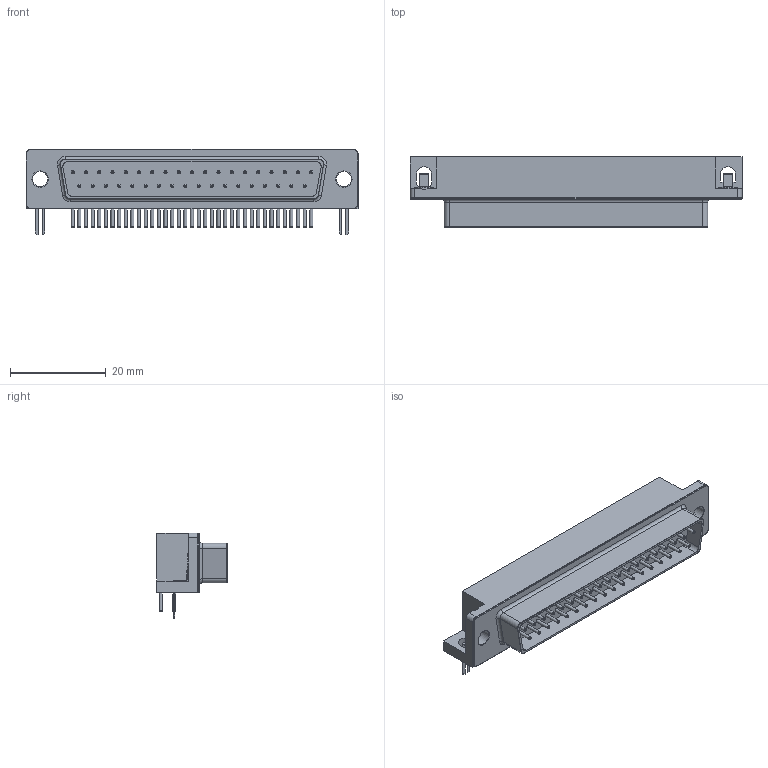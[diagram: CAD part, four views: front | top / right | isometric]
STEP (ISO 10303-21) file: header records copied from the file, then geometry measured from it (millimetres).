
FILE_DESCRIPTION(/* description */ ('model of DSUB-37_Male_Horizontal_P2.77x2.84mm_EdgePinOffset4.94mm_Housed_MountingHolesOffset4.94mm'),/* implementation_level */ '2;1');
FILE_NAME(/* name */ 'DSUB-37_Male_Horizontal_P2.77x2.84mm_EdgePinOffset4.94mm_Housed_MountingHolesOffset4.94mm.step',/* time_stamp */ '2024-11-10T12:15:23',/* author */ ('KiCAD','kicad'),/* organization */ ('OCCT'),/* preprocessor_version */ '',/* originating_system */ 'KiCAD',/* authorisation */ '');
FILE_SCHEMA(('AUTOMOTIVE_DESIGN { 1 0 10303 214 1 1 1 1 }'));
Length unit declared in the file: millimetre
Products named in the file (1): DSUB-37_Male_Horizontal_P2.77x2.84mm_EdgePinOffset4.94mm_Housed_
MountingHolesOffset4.94mm
Bounding box: 69.4 x 14.7 x 17.9 mm (x, y, z)
Volume: 8138.6 mm3; surface area: 5663.1 mm2
Topology: 1 solids, 2 shells, 387 faces, 817 edges, 508 vertices
Faces by surface type: plane 148, cylinder 147, torus 84, cone 4, revolution 4
Full cylindrical faces by diameter (mm): 0.64 x111, 3.2 x2, 4 x2
Entity records: 16279 total; most frequent: CARTESIAN_POINT 2246, DIRECTION 2049, ORIENTED_EDGE 1634, AXIS2_PLACEMENT_3D 850, EDGE_CURVE 817, PRESENTATION_STYLE_ASSIGNMENT 569, SURFACE_STYLE_USAGE 569, SURFACE_SIDE_STYLE 569
